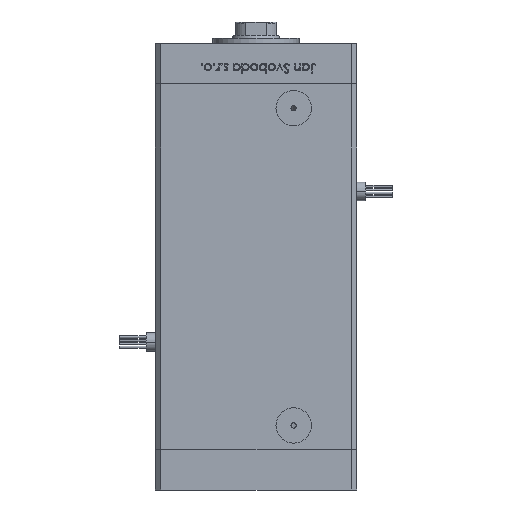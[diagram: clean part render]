
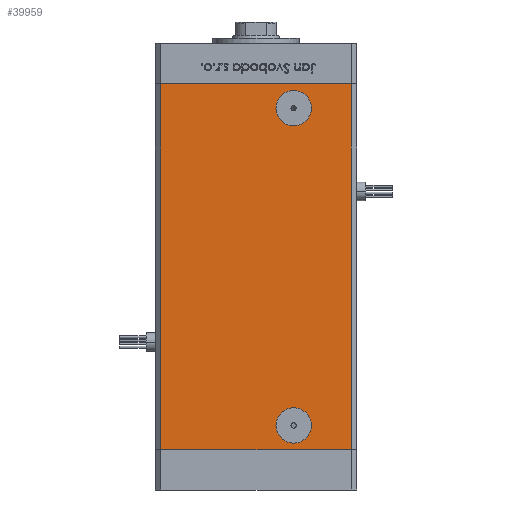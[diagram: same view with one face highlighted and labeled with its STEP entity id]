
A CAD part, front view. The second image highlights one B-rep face of the part: STEP entity #39959.
In plain terms, the highlighted planar face has unit normal (0, -1, 0).
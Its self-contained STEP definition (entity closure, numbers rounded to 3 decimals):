
#144 = LINE ( 'NONE', #17059, #5906 ) ;
#1705 = CIRCLE ( 'NONE', #44265, 6.58 ) ;
#1866 = CIRCLE ( 'NONE', #32889, 6.58 ) ;
#1914 = EDGE_CURVE ( 'NONE', #26053, #46848, #23710, .T. ) ;
#2914 = CARTESIAN_POINT ( 'NONE',  ( -35.5, -32.5, 0. ) ) ;
#5593 = VERTEX_POINT ( 'NONE', #35814 ) ;
#5846 = EDGE_LOOP ( 'NONE', ( #43574, #34481, #42090, #22834 ) ) ;
#5906 = VECTOR ( 'NONE', #34022, 1000. ) ;
#6208 = CARTESIAN_POINT ( 'NONE',  ( 14., -32.5, 133.58 ) ) ;
#7148 = EDGE_CURVE ( 'NONE', #36958, #23356, #54294, .T. ) ;
#7239 = DIRECTION ( 'NONE',  ( 0., 1., 0. ) ) ;
#7762 = FACE_BOUND ( 'NONE', #51013, .T. ) ;
#9368 = DIRECTION ( 'NONE',  ( 0., 0., -1. ) ) ;
#10800 = VECTOR ( 'NONE', #22507, 1000. ) ;
#10927 = DIRECTION ( 'NONE',  ( 0., 1., 0. ) ) ;
#13445 = DIRECTION ( 'NONE',  ( 0., 0., -1. ) ) ;
#14176 = EDGE_CURVE ( 'NONE', #5593, #23055, #1705, .T. ) ;
#14607 = CARTESIAN_POINT ( 'NONE',  ( 14., -32.5, 120.42 ) ) ;
#14834 = ORIENTED_EDGE ( 'NONE', *, *, #7148, .T. ) ;
#16838 = DIRECTION ( 'NONE',  ( 0., 0., -1. ) ) ;
#17041 = DIRECTION ( 'NONE',  ( 0., 0., -1. ) ) ;
#17059 = CARTESIAN_POINT ( 'NONE',  ( -35.5, -32.5, 136. ) ) ;
#19076 = CARTESIAN_POINT ( 'NONE',  ( -35.5, -32.5, 0. ) ) ;
#19178 = EDGE_CURVE ( 'NONE', #23356, #36958, #32756, .T. ) ;
#19527 = CARTESIAN_POINT ( 'NONE',  ( -35.5, -32.5, 136. ) ) ;
#20075 = CARTESIAN_POINT ( 'NONE',  ( 14., -32.5, 127. ) ) ;
#20418 = VERTEX_POINT ( 'NONE', #19527 ) ;
#22507 = DIRECTION ( 'NONE',  ( 0., 0., -1. ) ) ;
#22834 = ORIENTED_EDGE ( 'NONE', *, *, #50375, .T. ) ;
#22918 = CARTESIAN_POINT ( 'NONE',  ( 14., -32.5, 15.58 ) ) ;
#23055 = VERTEX_POINT ( 'NONE', #22918 ) ;
#23356 = VERTEX_POINT ( 'NONE', #6208 ) ;
#23710 = LINE ( 'NONE', #2914, #41711 ) ;
#24172 = FACE_OUTER_BOUND ( 'NONE', #5846, .T. ) ;
#24275 = ORIENTED_EDGE ( 'NONE', *, *, #46511, .F. ) ;
#25707 = ORIENTED_EDGE ( 'NONE', *, *, #14176, .F. ) ;
#26053 = VERTEX_POINT ( 'NONE', #19076 ) ;
#27049 = CARTESIAN_POINT ( 'NONE',  ( 14., -32.5, 9. ) ) ;
#29553 = CARTESIAN_POINT ( 'NONE',  ( 35.5, -32.5, 136. ) ) ;
#30475 = CARTESIAN_POINT ( 'NONE',  ( 14., -32.5, 9. ) ) ;
#32756 = CIRCLE ( 'NONE', #51427, 6.58 ) ;
#32889 = AXIS2_PLACEMENT_3D ( 'NONE', #27049, #51816, #13445 ) ;
#33157 = DIRECTION ( 'NONE',  ( 1., 0., 0. ) ) ;
#34022 = DIRECTION ( 'NONE',  ( 1., 0., 0. ) ) ;
#34481 = ORIENTED_EDGE ( 'NONE', *, *, #44318, .F. ) ;
#35020 = CARTESIAN_POINT ( 'NONE',  ( -35.5, -32.5, 136. ) ) ;
#35814 = CARTESIAN_POINT ( 'NONE',  ( 14., -32.5, 2.42 ) ) ;
#36958 = VERTEX_POINT ( 'NONE', #14607 ) ;
#37713 = DIRECTION ( 'NONE',  ( 0., 1., 0. ) ) ;
#38149 = VECTOR ( 'NONE', #17041, 1000. ) ;
#39414 = EDGE_CURVE ( 'NONE', #20418, #48825, #144, .T. ) ;
#39454 = CARTESIAN_POINT ( 'NONE',  ( 35.5, -32.5, 136. ) ) ;
#39740 = LINE ( 'NONE', #35020, #10800 ) ;
#39825 = CARTESIAN_POINT ( 'NONE',  ( 35.5, -32.5, 0. ) ) ;
#39959 = ADVANCED_FACE ( 'NONE', ( #7762, #24172, #49459 ), #49736, .F. ) ;
#40099 = AXIS2_PLACEMENT_3D ( 'NONE', #20075, #10927, #40668 ) ;
#40668 = DIRECTION ( 'NONE',  ( 0., 0., -1. ) ) ;
#41414 = CARTESIAN_POINT ( 'NONE',  ( -35.5, -32.5, 136. ) ) ;
#41711 = VECTOR ( 'NONE', #33157, 1000. ) ;
#42090 = ORIENTED_EDGE ( 'NONE', *, *, #39414, .F. ) ;
#43574 = ORIENTED_EDGE ( 'NONE', *, *, #1914, .T. ) ;
#44265 = AXIS2_PLACEMENT_3D ( 'NONE', #30475, #47453, #9368 ) ;
#44318 = EDGE_CURVE ( 'NONE', #48825, #46848, #50684, .T. ) ;
#46511 = EDGE_CURVE ( 'NONE', #23055, #5593, #1866, .T. ) ;
#46848 = VERTEX_POINT ( 'NONE', #39825 ) ;
#46972 = EDGE_LOOP ( 'NONE', ( #14834, #49503 ) ) ;
#47453 = DIRECTION ( 'NONE',  ( 0., -1., 0. ) ) ;
#48825 = VERTEX_POINT ( 'NONE', #39454 ) ;
#49459 = FACE_BOUND ( 'NONE', #46972, .T. ) ;
#49503 = ORIENTED_EDGE ( 'NONE', *, *, #19178, .T. ) ;
#49736 = PLANE ( 'NONE',  #53813 ) ;
#50375 = EDGE_CURVE ( 'NONE', #20418, #26053, #39740, .T. ) ;
#50684 = LINE ( 'NONE', #29553, #38149 ) ;
#51013 = EDGE_LOOP ( 'NONE', ( #25707, #24275 ) ) ;
#51427 = AXIS2_PLACEMENT_3D ( 'NONE', #54925, #37713, #16838 ) ;
#51816 = DIRECTION ( 'NONE',  ( 0., -1., 0. ) ) ;
#53654 = DIRECTION ( 'NONE',  ( 0., 0., 1. ) ) ;
#53813 = AXIS2_PLACEMENT_3D ( 'NONE', #41414, #7239, #53654 ) ;
#54294 = CIRCLE ( 'NONE', #40099, 6.58 ) ;
#54925 = CARTESIAN_POINT ( 'NONE',  ( 14., -32.5, 127. ) ) ;
